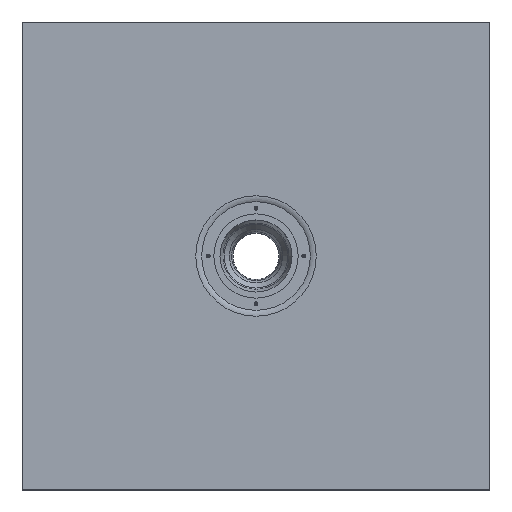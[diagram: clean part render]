
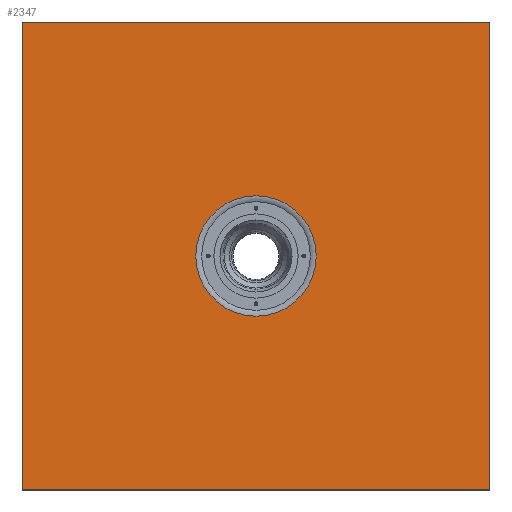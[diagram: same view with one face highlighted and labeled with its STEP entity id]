
A CAD part, top view. The second image highlights one B-rep face of the part: STEP entity #2347.
In plain terms, the highlighted planar face has unit normal (0, 0, 1).
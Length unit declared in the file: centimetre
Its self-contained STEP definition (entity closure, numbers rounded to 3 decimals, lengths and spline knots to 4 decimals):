
#103=FACE_BOUND('',#647,.T.);
#122=PLANE('',#2725);
#236=LINE('',#4930,#314);
#240=LINE('',#4937,#318);
#243=LINE('',#4943,#321);
#244=LINE('',#4945,#322);
#314=VECTOR('',#3530,1.);
#318=VECTOR('',#3536,1.);
#321=VECTOR('',#3541,1.);
#322=VECTOR('',#3544,1.);
#482=FACE_OUTER_BOUND('',#646,.T.);
#646=EDGE_LOOP('',(#2147,#2148,#2149,#2150));
#647=EDGE_LOOP('',(#2151));
#864=CIRCLE('',#2695,64.3137);
#1087=VERTEX_POINT('',#4881);
#1102=VERTEX_POINT('',#4927);
#1103=VERTEX_POINT('',#4929);
#1105=VERTEX_POINT('',#4935);
#1107=VERTEX_POINT('',#4941);
#1426=EDGE_CURVE('',#1087,#1087,#864,.T.);
#1449=EDGE_CURVE('',#1102,#1103,#236,.T.);
#1453=EDGE_CURVE('',#1105,#1102,#240,.T.);
#1456=EDGE_CURVE('',#1107,#1105,#243,.T.);
#1457=EDGE_CURVE('',#1103,#1107,#244,.T.);
#2147=ORIENTED_EDGE('',*,*,#1449,.F.);
#2148=ORIENTED_EDGE('',*,*,#1453,.F.);
#2149=ORIENTED_EDGE('',*,*,#1456,.F.);
#2150=ORIENTED_EDGE('',*,*,#1457,.F.);
#2151=ORIENTED_EDGE('',*,*,#1426,.T.);
#2347=ADVANCED_FACE('',(#482,#103),#122,.F.);
#2695=AXIS2_PLACEMENT_3D('',#4882,#3470,#3471);
#2725=AXIS2_PLACEMENT_3D('',#4944,#3542,#3543);
#3470=DIRECTION('center_axis',(0.,0.,-1.));
#3471=DIRECTION('ref_axis',(1.,0.,0.));
#3530=DIRECTION('',(0.,-1.,0.));
#3536=DIRECTION('',(1.,0.,0.));
#3541=DIRECTION('',(0.,1.,0.));
#3542=DIRECTION('center_axis',(0.,0.,-1.));
#3543=DIRECTION('ref_axis',(-1.,0.,0.));
#3544=DIRECTION('',(-1.,0.,0.));
#4881=CARTESIAN_POINT('',(1008.9395,184.3313,128.));
#4882=CARTESIAN_POINT('Origin',(1008.9395,248.645,128.));
#4927=CARTESIAN_POINT('',(1258.9395,498.645,128.));
#4929=CARTESIAN_POINT('',(1258.9395,-1.355,128.));
#4930=CARTESIAN_POINT('',(1258.9395,248.645,128.));
#4935=CARTESIAN_POINT('',(758.9395,498.645,128.));
#4937=CARTESIAN_POINT('',(1008.9395,498.645,128.));
#4941=CARTESIAN_POINT('',(758.9395,-1.355,128.));
#4943=CARTESIAN_POINT('',(758.9395,248.645,128.));
#4944=CARTESIAN_POINT('Origin',(1008.9395,248.645,128.));
#4945=CARTESIAN_POINT('',(1008.9395,-1.355,128.));
